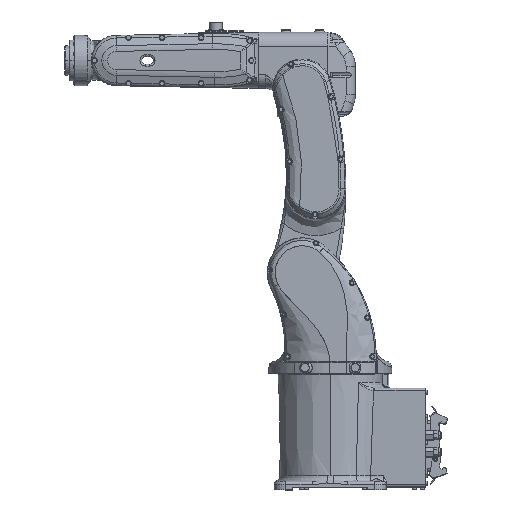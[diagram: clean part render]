
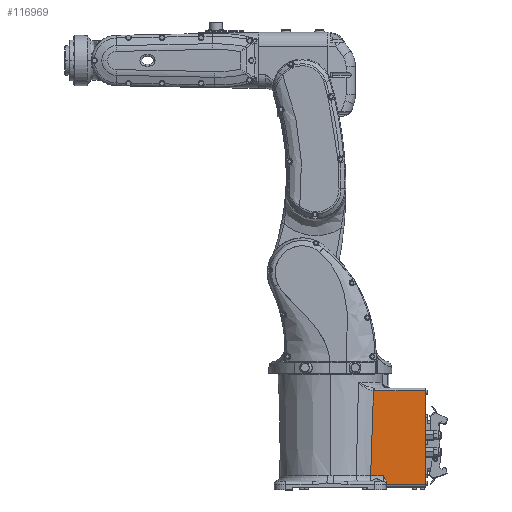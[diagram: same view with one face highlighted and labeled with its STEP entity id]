
A CAD part, top view. The second image highlights one B-rep face of the part: STEP entity #116969.
In plain terms, the highlighted face is planar.
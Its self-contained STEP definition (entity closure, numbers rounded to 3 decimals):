
#1914 = EDGE_CURVE ( 'NONE', #65088, #143150, #143339, .T. ) ;
#4439 = EDGE_CURVE ( 'NONE', #134348, #94289, #178208, .T. ) ;
#4923 = VERTEX_POINT ( 'NONE', #75361 ) ;
#5672 = DIRECTION ( 'NONE',  ( 1., 0., 0. ) ) ;
#5802 = CARTESIAN_POINT ( 'NONE',  ( 235.053, 367.221, -56.42 ) ) ;
#6488 = CARTESIAN_POINT ( 'NONE',  ( 236.674, 369.944, -56.42 ) ) ;
#7152 = CARTESIAN_POINT ( 'NONE',  ( 238.348, 374.941, -56.42 ) ) ;
#7703 = EDGE_CURVE ( 'NONE', #92841, #65088, #149178, .T. ) ;
#11419 = CARTESIAN_POINT ( 'NONE',  ( 216.674, 212.712, -56.42 ) ) ;
#20818 = CARTESIAN_POINT ( 'NONE',  ( 234.149, 365.892, -56.42 ) ) ;
#21482 = CARTESIAN_POINT ( 'NONE',  ( 235.093, 367.281, -56.42 ) ) ;
#21849 = DIRECTION ( 'NONE',  ( 1., 0., 0. ) ) ;
#22135 = CARTESIAN_POINT ( 'NONE',  ( 236.937, 370.453, -56.42 ) ) ;
#23489 = VECTOR ( 'NONE', #126504, 1000. ) ;
#25967 = ORIENTED_EDGE ( 'NONE', *, *, #7703, .T. ) ;
#27173 = B_SPLINE_CURVE_WITH_KNOTS ( 'NONE', 3,
 ( #122808, #168587, #44854, #154229 ),
 .UNSPECIFIED., .F., .F.,
 ( 4, 4 ),
 ( 0., 1. ),
 .UNSPECIFIED. ) ;
#27753 = CARTESIAN_POINT ( 'NONE',  ( 217.521, 212.755, -56.42 ) ) ;
#32856 = LINE ( 'NONE', #199954, #111087 ) ;
#35814 = CARTESIAN_POINT ( 'NONE',  ( 233.547, 365.036, -56.42 ) ) ;
#36486 = CARTESIAN_POINT ( 'NONE',  ( 234.219, 365.992, -56.42 ) ) ;
#37153 = CARTESIAN_POINT ( 'NONE',  ( 235.104, 367.298, -56.42 ) ) ;
#37841 = CARTESIAN_POINT ( 'NONE',  ( 237.594, 372.007, -56.42 ) ) ;
#39321 = VERTEX_POINT ( 'NONE', #164638 ) ;
#41322 = CARTESIAN_POINT ( 'NONE',  ( 238.348, 375.935, -56.42 ) ) ;
#42309 = CARTESIAN_POINT ( 'NONE',  ( 215.825, 212.626, -56.42 ) ) ;
#43419 = CARTESIAN_POINT ( 'NONE',  ( 218.366, 212.755, -56.42 ) ) ;
#44854 = CARTESIAN_POINT ( 'NONE',  ( 212.468, 315.74, -56.42 ) ) ;
#47210 = EDGE_CURVE ( 'NONE', #4923, #39321, #198498, .T. ) ;
#50295 = EDGE_CURVE ( 'NONE', #39321, #134348, #32856, .T. ) ;
#51438 = VERTEX_POINT ( 'NONE', #176629 ) ;
#52169 = CARTESIAN_POINT ( 'NONE',  ( 234.234, 366.015, -56.42 ) ) ;
#52849 = CARTESIAN_POINT ( 'NONE',  ( 235.858, 368.477, -56.42 ) ) ;
#53325 = PLANE ( 'NONE',  #185616 ) ;
#53528 = CARTESIAN_POINT ( 'NONE',  ( 237.799, 372.615, -56.42 ) ) ;
#53995 = DIRECTION ( 'NONE',  ( 0., 0., -1. ) ) ;
#59696 = EDGE_CURVE ( 'NONE', #94289, #51438, #27173, .T. ) ;
#60573 = ORIENTED_EDGE ( 'NONE', *, *, #1914, .T. ) ;
#65088 = VERTEX_POINT ( 'NONE', #41322 ) ;
#65142 = EDGE_LOOP ( 'NONE', ( #25967, #60573, #197805, #172007, #150087, #115632, #124523, #151847 ) ) ;
#66646 = FACE_OUTER_BOUND ( 'NONE', #65142, .T. ) ;
#67237 = CARTESIAN_POINT ( 'NONE',  ( 233.348, 364.755, -56.42 ) ) ;
#67894 = CARTESIAN_POINT ( 'NONE',  ( 234.238, 366.02, -56.42 ) ) ;
#68592 = CARTESIAN_POINT ( 'NONE',  ( 236.492, 369.599, -56.42 ) ) ;
#69273 = CARTESIAN_POINT ( 'NONE',  ( 237.845, 372.766, -56.42 ) ) ;
#75361 = CARTESIAN_POINT ( 'NONE',  ( 308.348, 379.755, -56.42 ) ) ;
#83420 = EDGE_CURVE ( 'NONE', #143150, #4923, #137828, .T. ) ;
#83633 = CARTESIAN_POINT ( 'NONE',  ( 234.635, 366.596, -56.42 ) ) ;
#84303 = CARTESIAN_POINT ( 'NONE',  ( 236.635, 369.868, -56.42 ) ) ;
#84971 = CARTESIAN_POINT ( 'NONE',  ( 237.856, 372.802, -56.42 ) ) ;
#88008 = DIRECTION ( 'NONE',  ( 0., -1., 0. ) ) ;
#92841 = VERTEX_POINT ( 'NONE', #192294 ) ;
#94289 = VERTEX_POINT ( 'NONE', #42309 ) ;
#96260 = VECTOR ( 'NONE', #5672, 1000. ) ;
#98664 = CARTESIAN_POINT ( 'NONE',  ( 233.808, 365.406, -56.42 ) ) ;
#99348 = CARTESIAN_POINT ( 'NONE',  ( 234.997, 367.135, -56.42 ) ) ;
#100026 = CARTESIAN_POINT ( 'NONE',  ( 236.668, 369.931, -56.42 ) ) ;
#100709 = CARTESIAN_POINT ( 'NONE',  ( 238.186, 373.902, -56.42 ) ) ;
#111087 = VECTOR ( 'NONE', #184214, 1000. ) ;
#114387 = CARTESIAN_POINT ( 'NONE',  ( 234.046, 365.745, -56.42 ) ) ;
#115053 = CARTESIAN_POINT ( 'NONE',  ( 235.081, 367.263, -56.42 ) ) ;
#115632 = ORIENTED_EDGE ( 'NONE', *, *, #4439, .T. ) ;
#115735 = CARTESIAN_POINT ( 'NONE',  ( 236.677, 369.949, -56.42 ) ) ;
#116414 = CARTESIAN_POINT ( 'NONE',  ( 238.348, 375.935, -56.42 ) ) ;
#116969 = ADVANCED_FACE ( 'NONE', ( #66646 ), #53325, .T. ) ;
#122737 = CARTESIAN_POINT ( 'NONE',  ( 218.366, 212.755, -56.42 ) ) ;
#122808 = CARTESIAN_POINT ( 'NONE',  ( 215.825, 212.626, -56.42 ) ) ;
#124523 = ORIENTED_EDGE ( 'NONE', *, *, #59696, .T. ) ;
#126504 = DIRECTION ( 'NONE',  ( 0., 1., 0. ) ) ;
#130158 = CARTESIAN_POINT ( 'NONE',  ( 234.196, 365.96, -56.42 ) ) ;
#130848 = CARTESIAN_POINT ( 'NONE',  ( 235.101, 367.293, -56.42 ) ) ;
#131521 = CARTESIAN_POINT ( 'NONE',  ( 237.276, 371.182, -56.42 ) ) ;
#134348 = VERTEX_POINT ( 'NONE', #122737 ) ;
#137828 = LINE ( 'NONE', #192794, #96260 ) ;
#140805 = EDGE_CURVE ( 'NONE', #51438, #92841, #169277, .T. ) ;
#143150 = VERTEX_POINT ( 'NONE', #152813 ) ;
#143339 = LINE ( 'NONE', #188621, #23489 ) ;
#145856 = CARTESIAN_POINT ( 'NONE',  ( 234.23, 366.008, -56.42 ) ) ;
#146536 = CARTESIAN_POINT ( 'NONE',  ( 235.425, 367.786, -56.42 ) ) ;
#147204 = CARTESIAN_POINT ( 'NONE',  ( 237.734, 372.414, -56.42 ) ) ;
#147673 = CARTESIAN_POINT ( 'NONE',  ( -499861.652, 384.755, -56.42 ) ) ;
#148201 = CARTESIAN_POINT ( 'NONE',  ( 308.348, 384.755, -56.42 ) ) ;
#149178 = B_SPLINE_CURVE_WITH_KNOTS ( 'NONE', 3,
 ( #67237, #35814, #98664, #114387, #20818, #130158, #36486, #145856, #52169, #161514, #67894, #177207, #83633, #192913, #99348, #5802, #115053, #21482, #130848, #37153, #146536, #52849, #162198, #68592, #177886, #84303, #193580, #100026, #6488, #115735, #22135, #131521, #37841, #147204, #53528, #162885, #69273, #178549, #84971, #194276, #100709, #7152, #116414 ),
 .UNSPECIFIED., .F., .F.,
 ( 4, 1, 1, 1, 1, 1, 1, 2, 2, 1, 1, 1, 1, 1, 2, 2, 1, 1, 1, 1, 1, 1, 2, 2, 1, 1, 1, 1, 1, 1, 2, 2, 4 ),
 ( 0., 0.062, 0.094, 0.109, 0.117, 0.121, 0.123, 0.124, 0.125, 0.187, 0.219, 0.234, 0.242, 0.246, 0.248, 0.25, 0.375, 0.438, 0.469, 0.484, 0.492, 0.496, 0.498, 0.5, 0.625, 0.688, 0.719, 0.734, 0.742, 0.746, 0.748, 0.75, 1. ),
 .UNSPECIFIED. ) ;
#150087 = ORIENTED_EDGE ( 'NONE', *, *, #50295, .T. ) ;
#151847 = ORIENTED_EDGE ( 'NONE', *, *, #140805, .T. ) ;
#152795 = CARTESIAN_POINT ( 'NONE',  ( 215.825, 212.626, -56.42 ) ) ;
#152813 = CARTESIAN_POINT ( 'NONE',  ( 238.348, 379.755, -56.42 ) ) ;
#154229 = CARTESIAN_POINT ( 'NONE',  ( 210.813, 364.755, -56.42 ) ) ;
#156949 = VECTOR ( 'NONE', #88008, 1000. ) ;
#161514 = CARTESIAN_POINT ( 'NONE',  ( 234.237, 366.019, -56.42 ) ) ;
#162198 = CARTESIAN_POINT ( 'NONE',  ( 236.293, 369.234, -56.42 ) ) ;
#162885 = CARTESIAN_POINT ( 'NONE',  ( 237.83, 372.716, -56.42 ) ) ;
#163342 = DIRECTION ( 'NONE',  ( -1., 0., 0. ) ) ;
#164349 = VECTOR ( 'NONE', #21849, 1000. ) ;
#164638 = CARTESIAN_POINT ( 'NONE',  ( 308.348, 212.755, -56.42 ) ) ;
#168587 = CARTESIAN_POINT ( 'NONE',  ( 214.138, 265.031, -56.42 ) ) ;
#169277 = LINE ( 'NONE', #193294, #164349 ) ;
#172007 = ORIENTED_EDGE ( 'NONE', *, *, #47210, .T. ) ;
#176629 = CARTESIAN_POINT ( 'NONE',  ( 210.813, 364.755, -56.42 ) ) ;
#177207 = CARTESIAN_POINT ( 'NONE',  ( 234.404, 366.259, -56.42 ) ) ;
#177886 = CARTESIAN_POINT ( 'NONE',  ( 236.588, 369.779, -56.42 ) ) ;
#178208 = B_SPLINE_CURVE_WITH_KNOTS ( 'NONE', 3,
 ( #43419, #27753, #11419, #152795 ),
 .UNSPECIFIED., .F., .F.,
 ( 4, 4 ),
 ( 0., 1. ),
 .UNSPECIFIED. ) ;
#178549 = CARTESIAN_POINT ( 'NONE',  ( 237.852, 372.787, -56.42 ) ) ;
#184214 = DIRECTION ( 'NONE',  ( -1., 0., 0. ) ) ;
#185616 = AXIS2_PLACEMENT_3D ( 'NONE', #147673, #53995, #163342 ) ;
#188621 = CARTESIAN_POINT ( 'NONE',  ( 238.348, 384.755, -56.42 ) ) ;
#192294 = CARTESIAN_POINT ( 'NONE',  ( 233.348, 364.755, -56.42 ) ) ;
#192794 = CARTESIAN_POINT ( 'NONE',  ( -499861.652, 379.755, -56.42 ) ) ;
#192913 = CARTESIAN_POINT ( 'NONE',  ( 234.881, 366.96, -56.42 ) ) ;
#193294 = CARTESIAN_POINT ( 'NONE',  ( -499861.652, 364.755, -56.42 ) ) ;
#193580 = CARTESIAN_POINT ( 'NONE',  ( 236.658, 369.912, -56.42 ) ) ;
#194276 = CARTESIAN_POINT ( 'NONE',  ( 237.858, 372.808, -56.42 ) ) ;
#197805 = ORIENTED_EDGE ( 'NONE', *, *, #83420, .T. ) ;
#198498 = LINE ( 'NONE', #148201, #156949 ) ;
#199954 = CARTESIAN_POINT ( 'NONE',  ( -499861.652, 212.755, -56.42 ) ) ;
